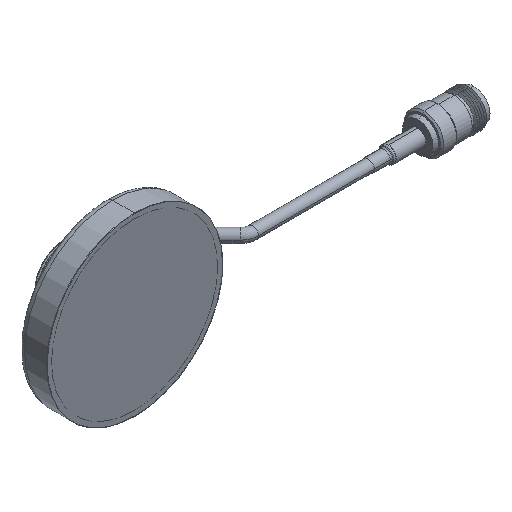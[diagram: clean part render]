
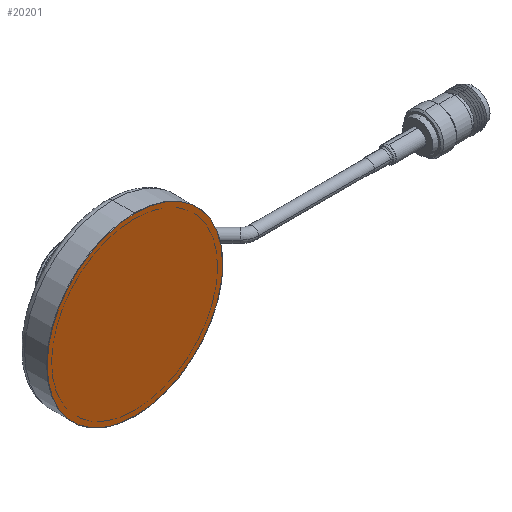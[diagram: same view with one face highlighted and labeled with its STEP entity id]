
A CAD part, isometric view. The second image highlights one B-rep face of the part: STEP entity #20201.
In plain terms, the highlighted planar face has unit normal (0, -1, 0).
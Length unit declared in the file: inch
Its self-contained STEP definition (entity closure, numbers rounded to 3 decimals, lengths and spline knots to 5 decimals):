
#188 = VERTEX_POINT ( 'NONE', #7447 ) ;
#225 = CARTESIAN_POINT ( 'NONE',  ( 0., -0.00984, -1.49606 ) ) ;
#470 = AXIS2_PLACEMENT_3D ( 'NONE', #1056, #7840, #12909 ) ;
#1056 = CARTESIAN_POINT ( 'NONE',  ( 0., -0.00984, 0. ) ) ;
#4771 = EDGE_LOOP ( 'NONE', ( #14595, #13245 ) ) ;
#5553 = CARTESIAN_POINT ( 'NONE',  ( 0., -0.00984, 0. ) ) ;
#6572 = DIRECTION ( 'NONE',  ( 0., 0., 1. ) ) ;
#7447 = CARTESIAN_POINT ( 'NONE',  ( 0., -0.00984, 1.49606 ) ) ;
#7840 = DIRECTION ( 'NONE',  ( 0., 1., 0. ) ) ;
#8433 = AXIS2_PLACEMENT_3D ( 'NONE', #5553, #15677, #12255 ) ;
#11790 = EDGE_CURVE ( 'NONE', #14242, #188, #14161, .T. ) ;
#12255 = DIRECTION ( 'NONE',  ( 0., 0., -1. ) ) ;
#12909 = DIRECTION ( 'NONE',  ( 0., 0., -1. ) ) ;
#13245 = ORIENTED_EDGE ( 'NONE', *, *, #16948, .F. ) ;
#14161 = CIRCLE ( 'NONE', #470, 1.49606 ) ;
#14242 = VERTEX_POINT ( 'NONE', #225 ) ;
#14595 = ORIENTED_EDGE ( 'NONE', *, *, #11790, .F. ) ;
#14926 = DIRECTION ( 'NONE',  ( 0., 1., 0. ) ) ;
#15677 = DIRECTION ( 'NONE',  ( 0., 1., 0. ) ) ;
#16948 = EDGE_CURVE ( 'NONE', #188, #14242, #19010, .T. ) ;
#17245 = AXIS2_PLACEMENT_3D ( 'NONE', #21541, #14926, #6572 ) ;
#18261 = FACE_OUTER_BOUND ( 'NONE', #4771, .T. ) ;
#19010 = CIRCLE ( 'NONE', #8433, 1.49606 ) ;
#20201 = ADVANCED_FACE ( 'NONE', ( #18261 ), #21436, .F. ) ;
#21436 = PLANE ( 'NONE',  #17245 ) ;
#21541 = CARTESIAN_POINT ( 'NONE',  ( 0., -0.00984, 0. ) ) ;
